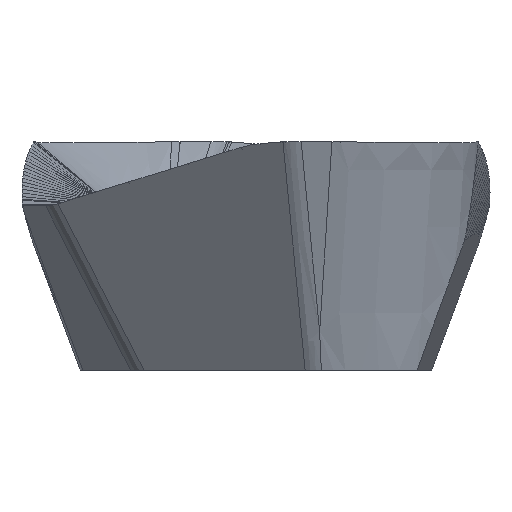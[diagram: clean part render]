
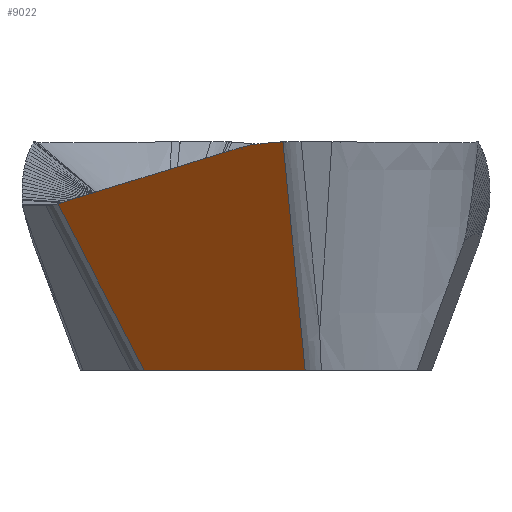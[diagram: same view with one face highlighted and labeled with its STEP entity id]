
A CAD part, left-side view. The second image highlights one B-rep face of the part: STEP entity #9022.
In plain terms, the highlighted planar face has unit normal (-0.814, 0.47, -0.342).
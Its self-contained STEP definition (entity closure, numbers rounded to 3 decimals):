
#1102=CARTESIAN_POINT('',(-6.591,2.445,-5.));
#2559=CARTESIAN_POINT('',(-8.623,-1.075,-5.));
#2569=DIRECTION('',(0.341,-0.091,-0.936));
#2570=VECTOR('',#2569,5.342);
#2571=CARTESIAN_POINT('',(-10.442,-0.588,
-0.001));
#2572=LINE('',#2571,#2570);
#2576=DIRECTION('',(0.5,0.866,0.));
#2577=VECTOR('',#2576,4.065);
#2578=CARTESIAN_POINT('',(-8.623,-1.075,-5.));
#2579=LINE('',#2578,#2577);
#2583=CARTESIAN_POINT('',(-7.031,4.334,
-1.357));
#2584=CARTESIAN_POINT('',(-7.034,4.33,
-1.356));
#2585=CARTESIAN_POINT('',(-7.037,4.326,
-1.354));
#2586=CARTESIAN_POINT('',(-7.039,4.323,
-1.353));
#2591=DIRECTION('',(-0.56,-0.792,0.244));
#2592=VECTOR('',#2591,1.92);
#2593=CARTESIAN_POINT('',(-7.039,4.323,
-1.353));
#2594=LINE('',#2593,#2592);
#2598=DIRECTION('',(-0.56,-0.792,0.244));
#2599=VECTOR('',#2598,1.644);
#2600=CARTESIAN_POINT('',(-8.114,2.802,
-0.886));
#2601=LINE('',#2600,#2599);
#2605=DIRECTION('',(-0.56,-0.792,0.244));
#2606=VECTOR('',#2605,1.482);
#2607=CARTESIAN_POINT('',(-9.034,1.5,
-0.485));
#2608=LINE('',#2607,#2606);
#2612=CARTESIAN_POINT('',(-9.863,0.326,
-0.124));
#2613=CARTESIAN_POINT('',(-9.887,0.292,
-0.114));
#2614=CARTESIAN_POINT('',(-9.931,0.229,
-0.097));
#2615=CARTESIAN_POINT('',(-9.993,0.136,
-0.075));
#2616=CARTESIAN_POINT('',(-10.048,0.053,
-0.06));
#2617=CARTESIAN_POINT('',(-10.09,-0.014,
-0.051));
#2618=CARTESIAN_POINT('',(-10.116,-0.055,
-0.047));
#2619=CARTESIAN_POINT('',(-10.129,-0.077,
-0.045));
#2620=CARTESIAN_POINT('',(-10.136,-0.087,
-0.044));
#2625=DIRECTION('',(-0.522,-0.85,0.074));
#2626=VECTOR('',#2625,0.515);
#2627=CARTESIAN_POINT('',(-10.136,-0.087,
-0.044));
#2628=LINE('',#2627,#2626);
#2632=CARTESIAN_POINT('',(-10.405,-0.525,
-0.005));
#2633=CARTESIAN_POINT('',(-10.411,-0.535,
-0.005));
#2634=CARTESIAN_POINT('',(-10.423,-0.556,
-0.003));
#2635=CARTESIAN_POINT('',(-10.436,-0.577,
-0.002));
#2636=CARTESIAN_POINT('',(-10.442,-0.588,
-0.001));
#2652=DIRECTION('',(0.107,-0.458,-0.883));
#2653=VECTOR('',#2652,4.128);
#2654=CARTESIAN_POINT('',(-7.031,4.334,
-1.357));
#2655=LINE('',#2654,#2653);
#4036=VERTEX_POINT('',#2559);
#4064=VERTEX_POINT('',#1102);
#4248=CARTESIAN_POINT('',(-10.442,-0.588,
-0.001));
#4249=VERTEX_POINT('',#4248);
#4338=CARTESIAN_POINT('',(-7.031,4.334,
-1.357));
#4339=VERTEX_POINT('',#4338);
#4342=CARTESIAN_POINT('',(-7.039,4.323,
-1.353));
#4343=VERTEX_POINT('',#4342);
#4344=CARTESIAN_POINT('',(-8.114,2.802,
-0.886));
#4345=VERTEX_POINT('',#4344);
#4346=CARTESIAN_POINT('',(-9.034,1.5,
-0.485));
#4347=VERTEX_POINT('',#4346);
#4348=CARTESIAN_POINT('',(-9.863,0.326,
-0.124));
#4349=VERTEX_POINT('',#4348);
#4350=CARTESIAN_POINT('',(-10.136,-0.087,
-0.044));
#4351=VERTEX_POINT('',#4350);
#4352=CARTESIAN_POINT('',(-10.405,-0.525,
-0.005));
#4353=VERTEX_POINT('',#4352);
#9004=CARTESIAN_POINT('',(-8.974,1.956,0.));
#9005=DIRECTION('',(0.814,-0.47,0.342));
#9006=DIRECTION('',(0.5,0.866,0.));
#9007=AXIS2_PLACEMENT_3D('',#9004,#9005,#9006);
#9008=PLANE('',#9007);
#9009=ORIENTED_EDGE('',*,*,#8994,.T.);
#9010=ORIENTED_EDGE('',*,*,#5072,.T.);
#9012=ORIENTED_EDGE('',*,*,#9011,.F.);
#9013=ORIENTED_EDGE('',*,*,#6119,.T.);
#9014=ORIENTED_EDGE('',*,*,#6161,.T.);
#9015=ORIENTED_EDGE('',*,*,#6203,.T.);
#9016=ORIENTED_EDGE('',*,*,#6269,.T.);
#9017=ORIENTED_EDGE('',*,*,#6323,.T.);
#9018=ORIENTED_EDGE('',*,*,#6373,.T.);
#9019=ORIENTED_EDGE('',*,*,#6411,.T.);
#9020=EDGE_LOOP('',(#9009,#9010,#9012,#9013,#9014,#9015,#9016,#9017,#9018,
#9019));
#9021=FACE_OUTER_BOUND('',#9020,.F.);
#2587=B_SPLINE_CURVE_WITH_KNOTS('',3,(#2583,#2584,#2585,#2586),.UNSPECIFIED.,
.F.,.F.,(4,4),(0.,1.),.UNSPECIFIED.);
#2621=B_SPLINE_CURVE_WITH_KNOTS('',3,(#2612,#2613,#2614,#2615,#2616,#2617,#2618,
#2619,#2620),.UNSPECIFIED.,.F.,.F.,(4,1,1,1,1,1,4),(0.,0.25,0.5,0.75,
0.875,0.938,1.),.UNSPECIFIED.);
#2637=B_SPLINE_CURVE_WITH_KNOTS('',3,(#2632,#2633,#2634,#2635,#2636),
.UNSPECIFIED.,.F.,.F.,(4,1,4),(0.,0.5,1.),.UNSPECIFIED.);
#5072=EDGE_CURVE('',#4036,#4064,#2579,.T.);
#6119=EDGE_CURVE('',#4339,#4343,#2587,.T.);
#6161=EDGE_CURVE('',#4343,#4345,#2594,.T.);
#6203=EDGE_CURVE('',#4345,#4347,#2601,.T.);
#6269=EDGE_CURVE('',#4347,#4349,#2608,.T.);
#6323=EDGE_CURVE('',#4349,#4351,#2621,.T.);
#6373=EDGE_CURVE('',#4351,#4353,#2628,.T.);
#6411=EDGE_CURVE('',#4353,#4249,#2637,.T.);
#8994=EDGE_CURVE('',#4249,#4036,#2572,.T.);
#9011=EDGE_CURVE('',#4339,#4064,#2655,.T.);
#9022=ADVANCED_FACE('',(#9021),#9008,.F.);
